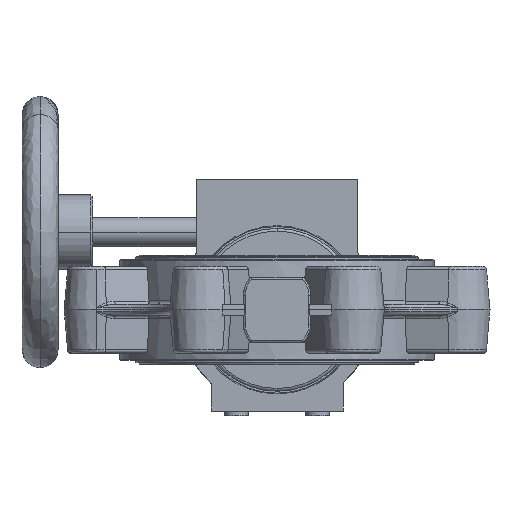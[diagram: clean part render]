
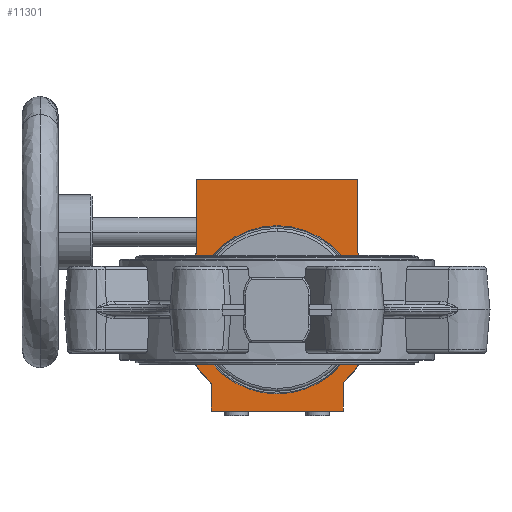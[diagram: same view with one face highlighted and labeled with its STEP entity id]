
A CAD part, front view. The second image highlights one B-rep face of the part: STEP entity #11301.
In plain terms, the highlighted planar face has unit normal (0, -1, 0).
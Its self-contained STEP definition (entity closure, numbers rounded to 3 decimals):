
#235 = AXIS2_PLACEMENT_3D ( 'NONE', #38978, #19433, #22581 ) ;
#710 = ORIENTED_EDGE ( 'NONE', *, *, #17634, .F. ) ;
#999 = AXIS2_PLACEMENT_3D ( 'NONE', #22247, #21819, #31840 ) ;
#1111 = DIRECTION ( 'NONE',  ( 1., 0., 0. ) ) ;
#1164 = CIRCLE ( 'NONE', #21094, 0.5 ) ;
#1922 = ORIENTED_EDGE ( 'NONE', *, *, #25126, .T. ) ;
#2719 = EDGE_CURVE ( 'NONE', #30956, #17930, #38137, .T. ) ;
#2925 = LINE ( 'NONE', #15829, #33211 ) ;
#3148 = VECTOR ( 'NONE', #33653, 1000. ) ;
#3301 = VECTOR ( 'NONE', #15630, 1000. ) ;
#3334 = VERTEX_POINT ( 'NONE', #25464 ) ;
#3483 = DIRECTION ( 'NONE',  ( -1., 0., 0. ) ) ;
#3593 = CARTESIAN_POINT ( 'NONE',  ( -54.5, 188., 0. ) ) ;
#3783 = CIRCLE ( 'NONE', #999, 54.5 ) ;
#4600 = ORIENTED_EDGE ( 'NONE', *, *, #28239, .T. ) ;
#4641 = LINE ( 'NONE', #23287, #25206 ) ;
#4912 = AXIS2_PLACEMENT_3D ( 'NONE', #39160, #13801, #17134 ) ;
#5740 = EDGE_CURVE ( 'NONE', #18251, #19765, #26731, .T. ) ;
#5803 = DIRECTION ( 'NONE',  ( 0., 0., 1. ) ) ;
#5898 = CARTESIAN_POINT ( 'NONE',  ( 0., 188., 0. ) ) ;
#6702 = AXIS2_PLACEMENT_3D ( 'NONE', #16700, #9944, #3483 ) ;
#6911 = VERTEX_POINT ( 'NONE', #10034 ) ;
#7927 = EDGE_CURVE ( 'NONE', #19765, #18251, #20477, .T. ) ;
#8541 = CARTESIAN_POINT ( 'NONE',  ( -44.5, 188., 72. ) ) ;
#8904 = CARTESIAN_POINT ( 'NONE',  ( -44.591, 188., 31.335 ) ) ;
#9846 = ORIENTED_EDGE ( 'NONE', *, *, #39750, .F. ) ;
#9944 = DIRECTION ( 'NONE',  ( 0., 1., 0. ) ) ;
#10034 = CARTESIAN_POINT ( 'NONE',  ( -36.5, 188., -40.694 ) ) ;
#10787 = ORIENTED_EDGE ( 'NONE', *, *, #7927, .T. ) ;
#11043 = DIRECTION ( 'NONE',  ( 1., 0., 0. ) ) ;
#11301 = ADVANCED_FACE ( 'NONE', ( #25478, #29016 ), #13969, .T. ) ;
#11417 = CARTESIAN_POINT ( 'NONE',  ( 0., 188., 0. ) ) ;
#11617 = CIRCLE ( 'NONE', #17498, 54.5 ) ;
#11763 = VERTEX_POINT ( 'NONE', #40679 ) ;
#11988 = DIRECTION ( 'NONE',  ( 1., 0., 0. ) ) ;
#12580 = CIRCLE ( 'NONE', #38640, 0.5 ) ;
#13241 = VERTEX_POINT ( 'NONE', #8904 ) ;
#13348 = DIRECTION ( 'NONE',  ( 1., 0., 0. ) ) ;
#13707 = CARTESIAN_POINT ( 'NONE',  ( 0., 188., 0. ) ) ;
#13801 = DIRECTION ( 'NONE',  ( 0., 1., 0. ) ) ;
#13969 = PLANE ( 'NONE',  #18408 ) ;
#14320 = CARTESIAN_POINT ( 'NONE',  ( -44.5, 188., 72. ) ) ;
#14480 = VERTEX_POINT ( 'NONE', #3593 ) ;
#14616 = ORIENTED_EDGE ( 'NONE', *, *, #35718, .F. ) ;
#14656 = CARTESIAN_POINT ( 'NONE',  ( 36.5, 188., -40.694 ) ) ;
#15129 = AXIS2_PLACEMENT_3D ( 'NONE', #11417, #27211, #40471 ) ;
#15201 = ORIENTED_EDGE ( 'NONE', *, *, #27115, .T. ) ;
#15276 = AXIS2_PLACEMENT_3D ( 'NONE', #27412, #30690, #11043 ) ;
#15544 = EDGE_CURVE ( 'NONE', #6911, #30863, #20623, .T. ) ;
#15630 = DIRECTION ( 'NONE',  ( 0., 0., 1. ) ) ;
#15829 = CARTESIAN_POINT ( 'NONE',  ( 44.5, 188., 0. ) ) ;
#16160 = CIRCLE ( 'NONE', #15129, 54.5 ) ;
#16632 = VERTEX_POINT ( 'NONE', #35081 ) ;
#16700 = CARTESIAN_POINT ( 'NONE',  ( 0., 188., 0. ) ) ;
#17134 = DIRECTION ( 'NONE',  ( 1., 0., 0. ) ) ;
#17498 = AXIS2_PLACEMENT_3D ( 'NONE', #5898, #28984, #38529 ) ;
#17521 = CARTESIAN_POINT ( 'NONE',  ( -36.664, 188., -40.324 ) ) ;
#17634 = EDGE_CURVE ( 'NONE', #14480, #13241, #3783, .T. ) ;
#17930 = VERTEX_POINT ( 'NONE', #8541 ) ;
#18251 = VERTEX_POINT ( 'NONE', #34738 ) ;
#18408 = AXIS2_PLACEMENT_3D ( 'NONE', #13707, #40177, #1111 ) ;
#19411 = VERTEX_POINT ( 'NONE', #24421 ) ;
#19433 = DIRECTION ( 'NONE',  ( 0., 1., 0. ) ) ;
#19537 = CARTESIAN_POINT ( 'NONE',  ( 36.5, 188., 0. ) ) ;
#19765 = VERTEX_POINT ( 'NONE', #36505 ) ;
#19891 = DIRECTION ( 'NONE',  ( 1., 0., 0. ) ) ;
#20100 = EDGE_CURVE ( 'NONE', #30956, #13241, #1164, .T. ) ;
#20477 = CIRCLE ( 'NONE', #235, 46.5 ) ;
#20623 = LINE ( 'NONE', #36912, #3148 ) ;
#20844 = VECTOR ( 'NONE', #26134, 1000. ) ;
#21094 = AXIS2_PLACEMENT_3D ( 'NONE', #31640, #28483, #11988 ) ;
#21819 = DIRECTION ( 'NONE',  ( 0., 1., 0. ) ) ;
#22247 = CARTESIAN_POINT ( 'NONE',  ( 0., 188., 0. ) ) ;
#22581 = DIRECTION ( 'NONE',  ( -1., 0., 0. ) ) ;
#23196 = CARTESIAN_POINT ( 'NONE',  ( -44.5, 188., 31.623 ) ) ;
#23287 = CARTESIAN_POINT ( 'NONE',  ( -27., 188., 72. ) ) ;
#23918 = ORIENTED_EDGE ( 'NONE', *, *, #20100, .T. ) ;
#24421 = CARTESIAN_POINT ( 'NONE',  ( 44.5, 188., 31.464 ) ) ;
#25126 = EDGE_CURVE ( 'NONE', #19411, #3334, #2925, .T. ) ;
#25206 = VECTOR ( 'NONE', #13348, 1000. ) ;
#25464 = CARTESIAN_POINT ( 'NONE',  ( 44.5, 188., 72. ) ) ;
#25478 = FACE_BOUND ( 'NONE', #40012, .T. ) ;
#26083 = EDGE_LOOP ( 'NONE', ( #40359, #14616, #9846, #1922, #38324, #35850, #23918, #710, #34560, #15201, #31935, #4600, #38161 ) ) ;
#26134 = DIRECTION ( 'NONE',  ( 0., 0., 1. ) ) ;
#26731 = CIRCLE ( 'NONE', #6702, 46.5 ) ;
#27065 = EDGE_CURVE ( 'NONE', #27330, #32391, #12580, .T. ) ;
#27115 = EDGE_CURVE ( 'NONE', #35443, #6911, #42284, .T. ) ;
#27211 = DIRECTION ( 'NONE',  ( 0., 1., 0. ) ) ;
#27330 = VERTEX_POINT ( 'NONE', #14656 ) ;
#27412 = CARTESIAN_POINT ( 'NONE',  ( 0., 188., 0. ) ) ;
#28239 = EDGE_CURVE ( 'NONE', #30863, #16632, #35688, .T. ) ;
#28483 = DIRECTION ( 'NONE',  ( 0., 1., 0. ) ) ;
#28984 = DIRECTION ( 'NONE',  ( 0., 1., 0. ) ) ;
#28996 = EDGE_CURVE ( 'NONE', #17930, #3334, #4641, .T. ) ;
#29016 = FACE_OUTER_BOUND ( 'NONE', #26083, .T. ) ;
#29168 = ORIENTED_EDGE ( 'NONE', *, *, #5740, .T. ) ;
#30690 = DIRECTION ( 'NONE',  ( 0., 1., 0. ) ) ;
#30863 = VERTEX_POINT ( 'NONE', #32619 ) ;
#30956 = VERTEX_POINT ( 'NONE', #23196 ) ;
#31640 = CARTESIAN_POINT ( 'NONE',  ( -45., 188., 31.623 ) ) ;
#31840 = DIRECTION ( 'NONE',  ( 1., 0., 0. ) ) ;
#31935 = ORIENTED_EDGE ( 'NONE', *, *, #15544, .T. ) ;
#32104 = VECTOR ( 'NONE', #34483, 1000. ) ;
#32391 = VERTEX_POINT ( 'NONE', #36270 ) ;
#32619 = CARTESIAN_POINT ( 'NONE',  ( -36.5, 188., -56. ) ) ;
#33211 = VECTOR ( 'NONE', #5803, 1000. ) ;
#33653 = DIRECTION ( 'NONE',  ( 0., 0., -1. ) ) ;
#34483 = DIRECTION ( 'NONE',  ( 1., 0., 0. ) ) ;
#34560 = ORIENTED_EDGE ( 'NONE', *, *, #39694, .F. ) ;
#34738 = CARTESIAN_POINT ( 'NONE',  ( -46.5, 188., 0. ) ) ;
#35081 = CARTESIAN_POINT ( 'NONE',  ( 36.5, 188., -56. ) ) ;
#35443 = VERTEX_POINT ( 'NONE', #17521 ) ;
#35688 = LINE ( 'NONE', #41319, #32104 ) ;
#35718 = EDGE_CURVE ( 'NONE', #11763, #32391, #16160, .T. ) ;
#35850 = ORIENTED_EDGE ( 'NONE', *, *, #2719, .F. ) ;
#36270 = CARTESIAN_POINT ( 'NONE',  ( 36.664, 188., -40.324 ) ) ;
#36505 = CARTESIAN_POINT ( 'NONE',  ( 46.5, 188., 0. ) ) ;
#36912 = CARTESIAN_POINT ( 'NONE',  ( -36.5, 188., 0. ) ) ;
#38137 = LINE ( 'NONE', #14320, #3301 ) ;
#38161 = ORIENTED_EDGE ( 'NONE', *, *, #40855, .T. ) ;
#38324 = ORIENTED_EDGE ( 'NONE', *, *, #28996, .F. ) ;
#38529 = DIRECTION ( 'NONE',  ( 1., 0., 0. ) ) ;
#38640 = AXIS2_PLACEMENT_3D ( 'NONE', #39733, #42443, #19891 ) ;
#38683 = LINE ( 'NONE', #19537, #20844 ) ;
#38978 = CARTESIAN_POINT ( 'NONE',  ( 0., 188., 0. ) ) ;
#39160 = CARTESIAN_POINT ( 'NONE',  ( -37., 188., -40.694 ) ) ;
#39694 = EDGE_CURVE ( 'NONE', #35443, #14480, #42352, .T. ) ;
#39733 = CARTESIAN_POINT ( 'NONE',  ( 37., 188., -40.694 ) ) ;
#39750 = EDGE_CURVE ( 'NONE', #19411, #11763, #11617, .T. ) ;
#40012 = EDGE_LOOP ( 'NONE', ( #29168, #10787 ) ) ;
#40177 = DIRECTION ( 'NONE',  ( 0., -1., 0. ) ) ;
#40359 = ORIENTED_EDGE ( 'NONE', *, *, #27065, .T. ) ;
#40471 = DIRECTION ( 'NONE',  ( 1., 0., 0. ) ) ;
#40679 = CARTESIAN_POINT ( 'NONE',  ( 54.5, 188., 0. ) ) ;
#40855 = EDGE_CURVE ( 'NONE', #16632, #27330, #38683, .T. ) ;
#41319 = CARTESIAN_POINT ( 'NONE',  ( 0., 188., -56. ) ) ;
#42284 = CIRCLE ( 'NONE', #4912, 0.5 ) ;
#42352 = CIRCLE ( 'NONE', #15276, 54.5 ) ;
#42443 = DIRECTION ( 'NONE',  ( 0., 1., 0. ) ) ;
